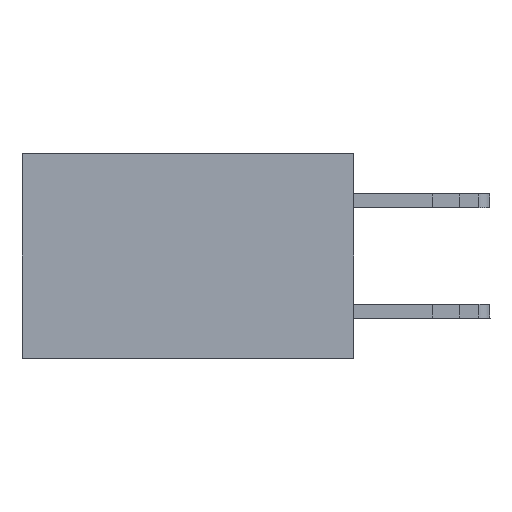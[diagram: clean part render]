
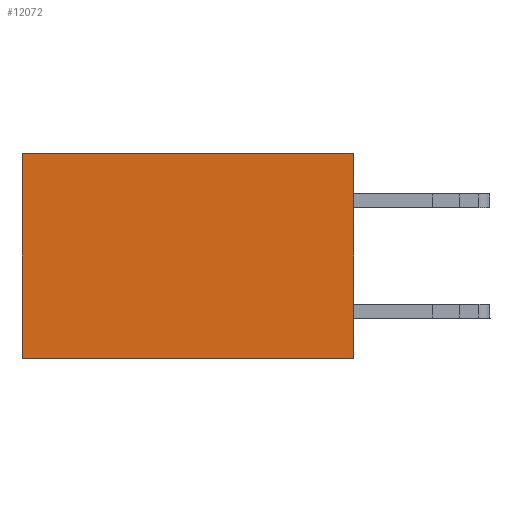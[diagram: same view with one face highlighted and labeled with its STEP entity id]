
A CAD part, left-side view. The second image highlights one B-rep face of the part: STEP entity #12072.
In plain terms, the highlighted planar face has unit normal (-1, 0, 0).
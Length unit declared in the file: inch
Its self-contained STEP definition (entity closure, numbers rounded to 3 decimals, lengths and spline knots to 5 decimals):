
#278 = EDGE_CURVE ( 'NONE', #16593, #11564, #662, .T. ) ;
#662 = LINE ( 'NONE', #2063, #8950 ) ;
#2063 = CARTESIAN_POINT ( 'NONE',  ( 0.2875, 0.6, 0. ) ) ;
#2157 = FACE_OUTER_BOUND ( 'NONE', #6768, .T. ) ;
#2937 = LINE ( 'NONE', #16425, #9853 ) ;
#3912 = CARTESIAN_POINT ( 'NONE',  ( 0.2875, 0., -0.37 ) ) ;
#5183 = ORIENTED_EDGE ( 'NONE', *, *, #16563, .F. ) ;
#6499 = VERTEX_POINT ( 'NONE', #11179 ) ;
#6768 = EDGE_LOOP ( 'NONE', ( #15606, #5183, #21094, #6881 ) ) ;
#6881 = ORIENTED_EDGE ( 'NONE', *, *, #26333, .T. ) ;
#6885 = VERTEX_POINT ( 'NONE', #27858 ) ;
#7819 = CARTESIAN_POINT ( 'NONE',  ( 0.2875, 0.6, -0.37 ) ) ;
#8950 = VECTOR ( 'NONE', #24158, 39.37008 ) ;
#9413 = DIRECTION ( 'NONE',  ( 0., 0., -1. ) ) ;
#9853 = VECTOR ( 'NONE', #20866, 39.37008 ) ;
#11179 = CARTESIAN_POINT ( 'NONE',  ( 0.2875, 0., 0. ) ) ;
#11564 = VERTEX_POINT ( 'NONE', #7819 ) ;
#11582 = DIRECTION ( 'NONE',  ( 1., 0., 0. ) ) ;
#12072 = ADVANCED_FACE ( 'NONE', ( #2157 ), #14109, .F. ) ;
#14109 = PLANE ( 'NONE',  #14981 ) ;
#14981 = AXIS2_PLACEMENT_3D ( 'NONE', #22949, #11582, #9413 ) ;
#15606 = ORIENTED_EDGE ( 'NONE', *, *, #278, .T. ) ;
#16425 = CARTESIAN_POINT ( 'NONE',  ( 0.2875, 0., 0. ) ) ;
#16563 = EDGE_CURVE ( 'NONE', #6885, #11564, #18558, .T. ) ;
#16593 = VERTEX_POINT ( 'NONE', #17885 ) ;
#17885 = CARTESIAN_POINT ( 'NONE',  ( 0.2875, 0.6, 0. ) ) ;
#18558 = LINE ( 'NONE', #3912, #24059 ) ;
#18986 = CARTESIAN_POINT ( 'NONE',  ( 0.2875, 0., 0. ) ) ;
#20779 = EDGE_CURVE ( 'NONE', #6499, #6885, #21581, .T. ) ;
#20866 = DIRECTION ( 'NONE',  ( 0., 1., 0. ) ) ;
#21094 = ORIENTED_EDGE ( 'NONE', *, *, #20779, .F. ) ;
#21581 = LINE ( 'NONE', #18986, #22615 ) ;
#22615 = VECTOR ( 'NONE', #23429, 39.37008 ) ;
#22949 = CARTESIAN_POINT ( 'NONE',  ( 0.2875, 0., 0. ) ) ;
#23429 = DIRECTION ( 'NONE',  ( 0., 0., -1. ) ) ;
#24059 = VECTOR ( 'NONE', #26400, 39.37008 ) ;
#24158 = DIRECTION ( 'NONE',  ( 0., 0., -1. ) ) ;
#26333 = EDGE_CURVE ( 'NONE', #6499, #16593, #2937, .T. ) ;
#26400 = DIRECTION ( 'NONE',  ( 0., 1., 0. ) ) ;
#27858 = CARTESIAN_POINT ( 'NONE',  ( 0.2875, 0., -0.37 ) ) ;
